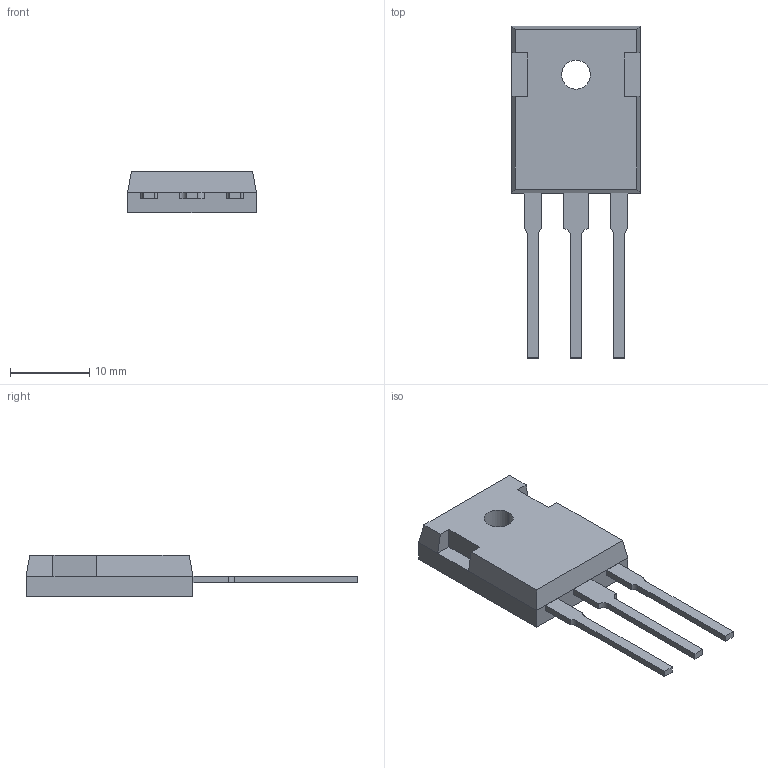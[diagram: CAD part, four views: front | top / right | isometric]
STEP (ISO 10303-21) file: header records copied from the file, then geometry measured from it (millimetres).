
FILE_DESCRIPTION (( 'STEP AP203' ), '1' );
FILE_NAME ('User Library-TO247.STEP', '2016-06-08T04:30:33', ( 'Windows User' ), ( '' ), 'SwSTEP 2.0', 'SolidWorks 2016', '' );
FILE_SCHEMA (( 'CONFIG_CONTROL_DESIGN' ));
Length unit declared in the file: millimetre
Products named in the file (4): User Library-TO247_leg_mid; User Library-TO247; User Library-TO247_body; User Library-TO247_leg_side
Assembly tree (4 placements, depth 2):
  User Library-TO247
    User Library-TO247_body
    User Library-TO247_leg_side  x2
    User Library-TO247_leg_mid
Bounding box: 16.26 x 41.91 x 5.3 mm (x, y, z)
Volume: 1744 mm3; surface area: 1424.1 mm2
Topology: 4 solids, 4 shells, 52 faces, 124 edges, 80 vertices
Faces by surface type: plane 44, cylinder 8
Entity records: 1642 total; most frequent: CARTESIAN_POINT 213, DIRECTION 210, ORIENTED_EDGE 200, EDGE_CURVE 100, VECTOR 88, LINE 88, VERTEX_POINT 64, AXIS2_PLACEMENT_3D 61
